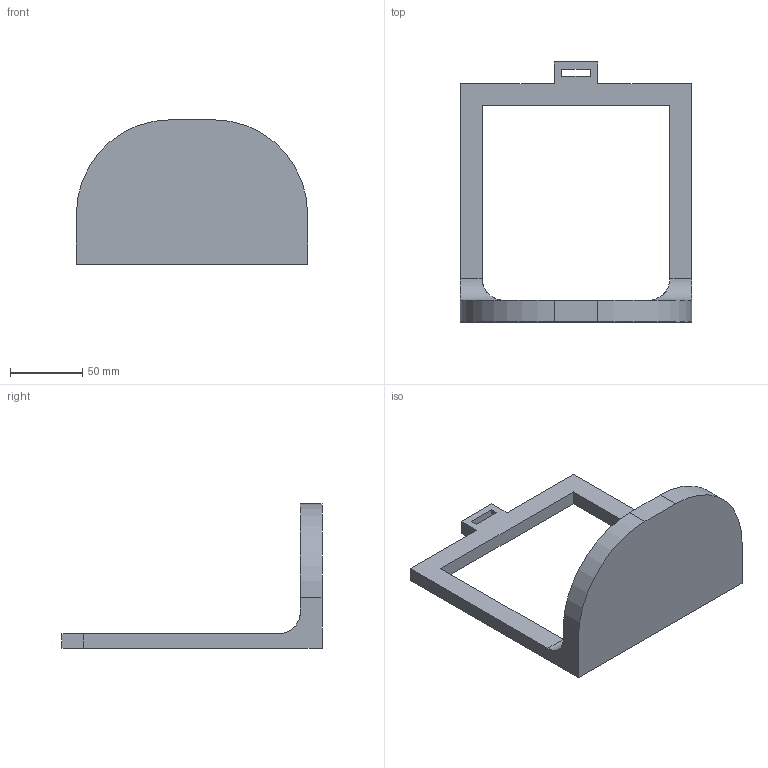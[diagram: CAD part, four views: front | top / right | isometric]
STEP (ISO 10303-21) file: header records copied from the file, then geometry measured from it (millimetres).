
FILE_DESCRIPTION (( 'STEP AP214' ), '1' );
FILE_NAME ('Improved_Sled2.STEP', '2024-03-12T02:03:30', ( '' ), ( '' ), 'SwSTEP 2.0', 'SolidWorks 2022', '' );
FILE_SCHEMA (( 'AUTOMOTIVE_DESIGN' ));
Length unit declared in the file: millimetre
Products named in the file (1): Improved_Sled2
Bounding box: 160 x 180 x 100 mm (x, y, z)
Volume: 274667.9 mm3; surface area: 58451.9 mm2
Topology: 1 solids, 1 shells, 28 faces, 76 edges, 50 vertices
Faces by surface type: plane 20, cylinder 8
Entity records: 918 total; most frequent: CARTESIAN_POINT 161, ORIENTED_EDGE 152, DIRECTION 144, EDGE_CURVE 76, VECTOR 62, LINE 62, VERTEX_POINT 50, AXIS2_PLACEMENT_3D 41
